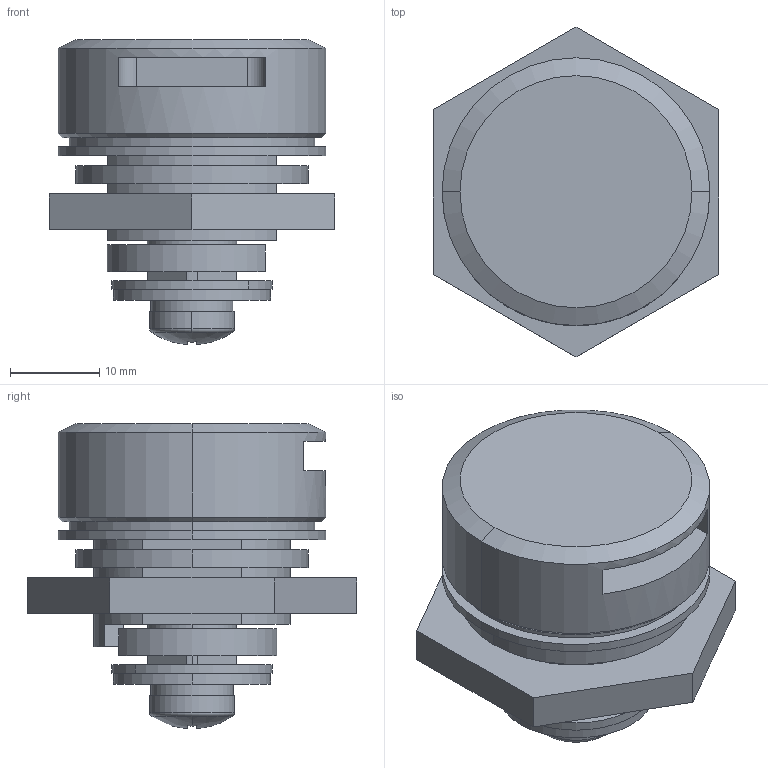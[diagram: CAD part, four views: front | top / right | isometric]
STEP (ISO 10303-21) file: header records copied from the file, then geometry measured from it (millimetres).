
FILE_DESCRIPTION (( 'STEP AP203' ), '1' );
FILE_NAME ('sone3D.STEP', '2014-01-09T01:29:27', ( '' ), ( '' ), 'SwSTEP 2.0', 'SolidWorks 2012', '' );
FILE_SCHEMA (( 'CONFIG_CONTROL_DESIGN' ));
Length unit declared in the file: millimetre
Products named in the file (11): sone3D; スプリングワッシャーM5_JIS B 1251 No.2 5; 廫帤寠晅側傋偹偠M5_M5 x 10; A-310-4儕儞僌儚僢僔儍乕_; A-310-4平座金_; A-310-4スペーサー_; A-310-4防水パッキン_; A-310-4ストッパー; A-310-4六角ナット; A-310-4受座; A-310-4本体
Assembly tree (10 placements, depth 2):
  sone3D
    A-310-4本体
    A-310-4受座
    A-310-4六角ナット
    A-310-4ストッパー
    A-310-4防水パッキン_
    A-310-4スペーサー_
    A-310-4平座金_
    A-310-4儕儞僌儚僢僔儍乕_
    廫帤寠晅側傋偹偠M5_M5 x 10
    スプリングワッシャーM5_JIS B 1251 No.2 5
Bounding box: 32 x 36.95 x 34.17 mm (x, y, z)
Volume: 13553 mm3; surface area: 13252.2 mm2
Topology: 10 solids, 10 shells, 173 faces, 408 edges, 267 vertices
Faces by surface type: plane 89, cylinder 70, cone 10, torus 2, sphere 2
Entity records: 6229 total; most frequent: DIRECTION 962, CARTESIAN_POINT 859, ORIENTED_EDGE 812, EDGE_CURVE 406, AXIS2_PLACEMENT_3D 370, VERTEX_POINT 267, LINE 222, VECTOR 222
